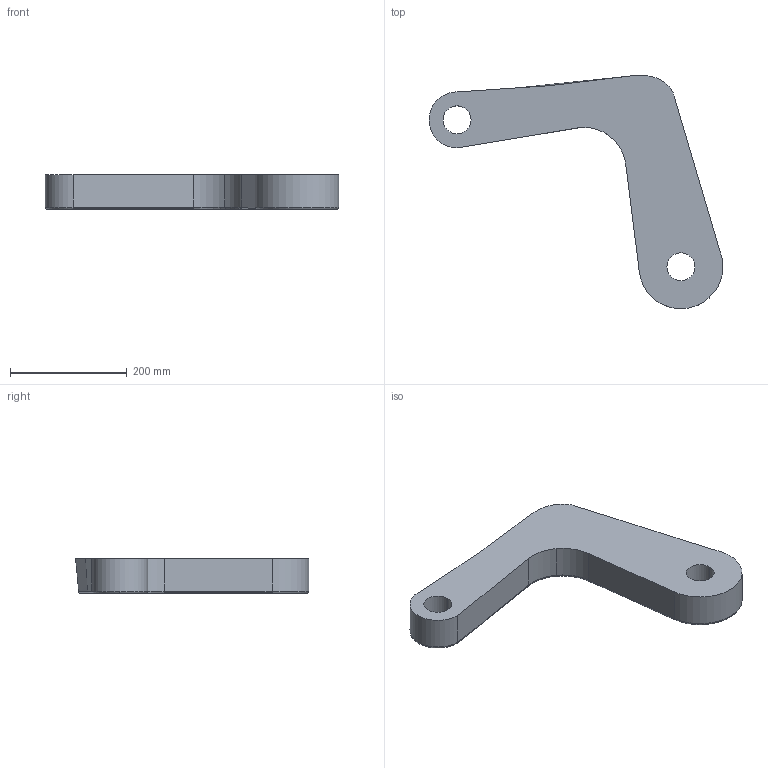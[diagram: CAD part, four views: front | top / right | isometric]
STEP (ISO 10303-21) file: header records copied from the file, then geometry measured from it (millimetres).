
FILE_DESCRIPTION(('STEP AP203'),'1');
FILE_NAME('DemEx6_c.stp','2013-01-09T11:45:35',(' '),(' '),'Spatial InterOp 3D',' ',' ');
FILE_SCHEMA(('CONFIG_CONTROL_DESIGN'));
Length unit declared in the file: metre
Products named in the file (1): 1
Bounding box: 502.94 x 399.53 x 59.87 mm (x, y, z)
Volume: 3719914.6 mm3; surface area: 253864.2 mm2
Topology: 1 solids, 1 shells, 41 faces, 104 edges, 67 vertices
Faces by surface type: cylinder 15, bspline 14, plane 7, torus 5
Entity records: 10164 total; most frequent: CARTESIAN_POINT 9219, ORIENTED_EDGE 208, DIRECTION 151, EDGE_CURVE 104, VERTEX_POINT 67, AXIS2_PLACEMENT_3D 64, EDGE_LOOP 47, B_SPLINE_CURVE_WITH_KNOTS 45
